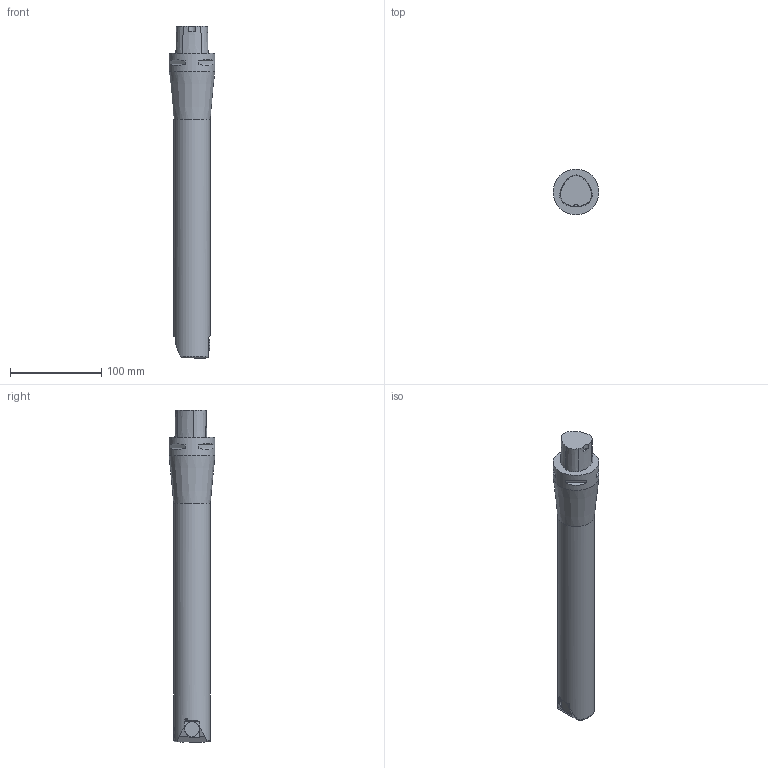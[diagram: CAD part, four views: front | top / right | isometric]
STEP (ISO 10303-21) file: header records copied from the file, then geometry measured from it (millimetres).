
FILE_DESCRIPTION(/* description */ (''),/* implementation_level */ '2;1');
FILE_NAME(/* name */ '1559123575912.stp',/* time_stamp */ '2019-05-29T11:53:00+02:00',/* author */ (''),/* organization */ ('SMS'),/* preprocessor_version */ 'ST-DEVELOPER v15',/* originating_system */ 'SIEMENS PLM Software NX 8.5',/* authorisation */ '');
FILE_SCHEMA (('AUTOMOTIVE_DESIGN { 1 0 10303 214 3 1 1 1 }'));
Length unit declared in the file: millimetre
Products named in the file (1): 202043298mod000_01
Bounding box: 50 x 50 x 363 mm (x, y, z)
Volume: 474577.7 mm3; surface area: 53064.5 mm2
Topology: 2 solids, 2 shells, 302 faces, 849 edges, 566 vertices
Faces by surface type: plane 267, cylinder 19, cone 13, torus 2, sphere 1
Full cylindrical faces by diameter (mm): 1.6 x1, 2.1 x1, 3.52 x1, 3.6 x1, 6 x1, 6.029 x1, 16 x2, 40 x1, 50 x1
Entity records: 10257 total; most frequent: CARTESIAN_POINT 2764, ORIENTED_EDGE 1636, DIRECTION 1382, EDGE_CURVE 818, VERTEX_POINT 551, LINE 520, VECTOR 520, AXIS2_PLACEMENT_3D 431
